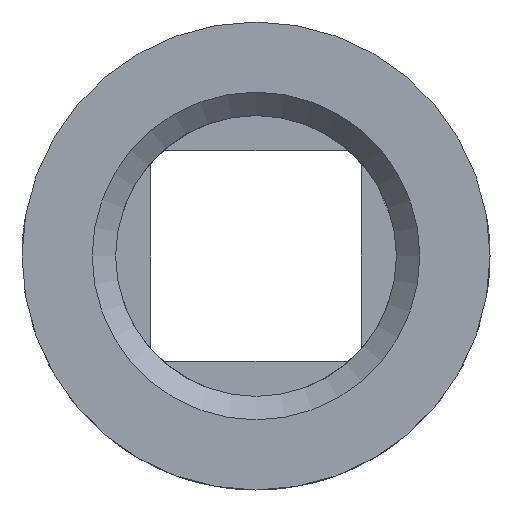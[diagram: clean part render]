
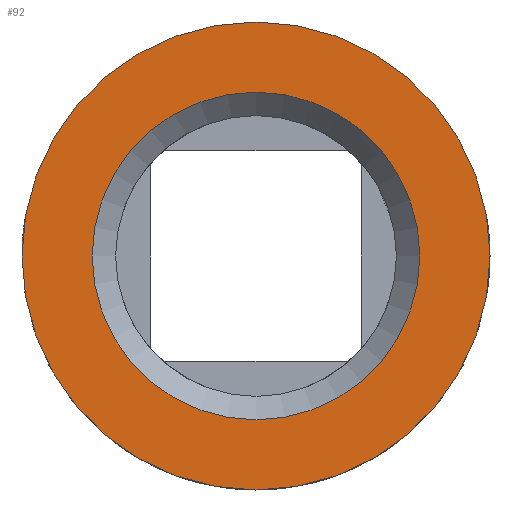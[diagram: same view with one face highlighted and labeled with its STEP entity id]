
A CAD part, left-side view. The second image highlights one B-rep face of the part: STEP entity #92.
In plain terms, the highlighted planar face has unit normal (-1, 0, 0).
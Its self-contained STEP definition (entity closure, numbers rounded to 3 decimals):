
#92 = ADVANCED_FACE( '', ( #219, #220 ), #221, .T. );
#219 = FACE_BOUND( '', #384, .T. );
#220 = FACE_OUTER_BOUND( '', #385, .T. );
#221 = PLANE( '', #386 );
#384 = EDGE_LOOP( '', ( #607 ) );
#385 = EDGE_LOOP( '', ( #608 ) );
#386 = AXIS2_PLACEMENT_3D( '', #609, #610, #611 );
#607 = ORIENTED_EDGE( '', *, *, #985, .T. );
#608 = ORIENTED_EDGE( '', *, *, #986, .T. );
#609 = CARTESIAN_POINT( '', ( -39.484, 10., 0. ) );
#610 = DIRECTION( '', ( -1., 0., 0. ) );
#611 = DIRECTION( '', ( 0., 0., 1. ) );
#985 = EDGE_CURVE( '', #1188, #1188, #1189, .F. );
#986 = EDGE_CURVE( '', #1190, #1190, #1191, .T. );
#1188 = VERTEX_POINT( '', #1565 );
#1189 = CIRCLE( '', #1566, 7. );
#1190 = VERTEX_POINT( '', #1567 );
#1191 = CIRCLE( '', #1568, 10. );
#1565 = CARTESIAN_POINT( '', ( -39.484, 0., 7. ) );
#1566 = AXIS2_PLACEMENT_3D( '', #1888, #1889, #1890 );
#1567 = CARTESIAN_POINT( '', ( -39.484, 0., 10. ) );
#1568 = AXIS2_PLACEMENT_3D( '', #1891, #1892, #1893 );
#1888 = CARTESIAN_POINT( '', ( -39.484, 0., 0. ) );
#1889 = DIRECTION( '', ( -1., 0., 0. ) );
#1890 = DIRECTION( '', ( 0., 0., 1. ) );
#1891 = CARTESIAN_POINT( '', ( -39.484, 0., 0. ) );
#1892 = DIRECTION( '', ( -1., 0., 0. ) );
#1893 = DIRECTION( '', ( 0., 0., 1. ) );
